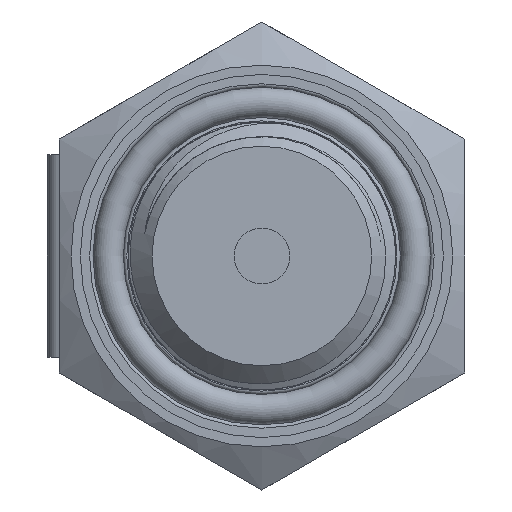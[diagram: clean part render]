
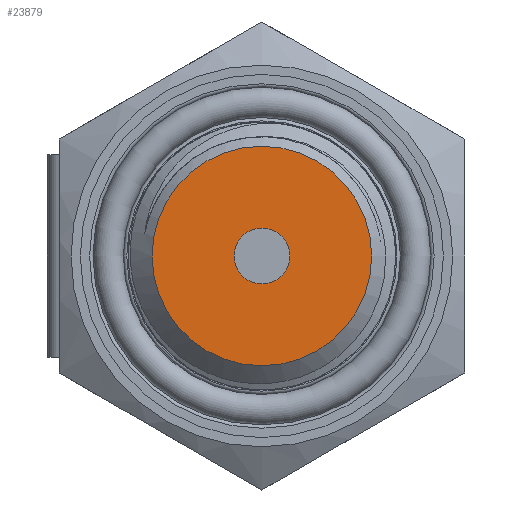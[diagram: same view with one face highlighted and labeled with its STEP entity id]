
A CAD part, left-side view. The second image highlights one B-rep face of the part: STEP entity #23879.
In plain terms, the highlighted planar face has unit normal (-1, 0, 0).
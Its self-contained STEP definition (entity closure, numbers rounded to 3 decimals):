
#291=FACE_BOUND('',#3071,.T.);
#413=PLANE('',#25207);
#1679=FACE_OUTER_BOUND('',#3070,.T.);
#3070=EDGE_LOOP('',(#17751));
#3071=EDGE_LOOP('',(#17752));
#4289=CIRCLE('',#25176,6.5);
#4304=CIRCLE('',#25206,1.65);
#10535=VERTEX_POINT('',#42425);
#10547=VERTEX_POINT('',#43140);
#13199=EDGE_CURVE('',#10535,#10535,#4289,.T.);
#13222=EDGE_CURVE('',#10547,#10547,#4304,.T.);
#17751=ORIENTED_EDGE('',*,*,#13199,.T.);
#17752=ORIENTED_EDGE('',*,*,#13222,.T.);
#23879=ADVANCED_FACE('',(#1679,#291),#413,.T.);
#25176=AXIS2_PLACEMENT_3D('',#42427,#27687,#27688);
#25206=AXIS2_PLACEMENT_3D('',#43141,#27755,#27756);
#25207=AXIS2_PLACEMENT_3D('',#43143,#27758,#27759);
#27687=DIRECTION('center_axis',(-1.,0.,0.));
#27688=DIRECTION('ref_axis',(0.,1.,0.));
#27755=DIRECTION('center_axis',(1.,0.,0.));
#27756=DIRECTION('ref_axis',(0.,0.,-1.));
#27758=DIRECTION('center_axis',(-1.,0.,0.));
#27759=DIRECTION('ref_axis',(0.,0.,1.));
#42425=CARTESIAN_POINT('',(0.,-6.5,0.));
#42427=CARTESIAN_POINT('Origin',(0.,0.,0.));
#43140=CARTESIAN_POINT('',(0.,-1.65,0.));
#43141=CARTESIAN_POINT('Origin',(0.,0.,0.));
#43143=CARTESIAN_POINT('Origin',(0.,8.,0.));
